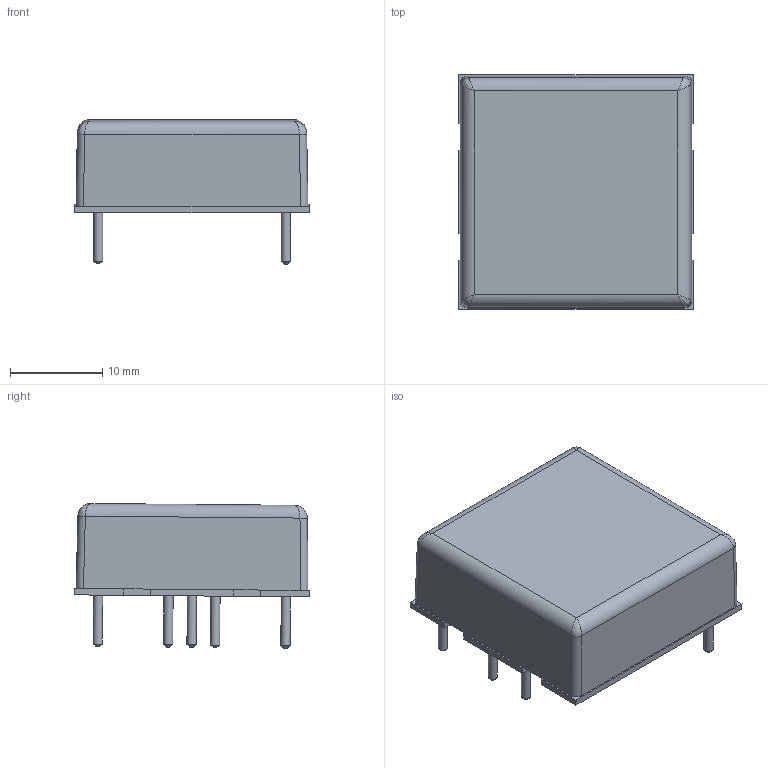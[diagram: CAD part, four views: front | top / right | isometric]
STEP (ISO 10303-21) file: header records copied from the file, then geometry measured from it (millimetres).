
FILE_DESCRIPTION((' '),'2;1');
FILE_NAME( 'THN15.stp', '2022-09-04T12:21:44', (' '), ('--- Datakit www.datakit.com---'), ' Datakit CrossCadWare V2022.3 Jun 15 2022', 'DATAKIT 2022 (c)', ' ');
FILE_SCHEMA(('AP242_MANAGED_MODEL_BASED_3D_ENGINEERING_MIM_LF { 1 0 10303 442 1 1 4 }'));
Length unit declared in the file: millimetre
Products named in the file (1): THN15
Bounding box: 25.4 x 25.41 x 15.69 mm (x, y, z)
Volume: 6146 mm3; surface area: 2298.1 mm2
Topology: 1 solids, 1 shells, 64 faces, 149 edges, 89 vertices
Faces by surface type: plane 40, cylinder 14, cone 6, bspline 4
Full cylindrical faces by diameter (mm): 1 x6
Entity records: 2135 total; most frequent: CARTESIAN_POINT 685, DIRECTION 270, ORIENTED_EDGE 260, EDGE_CURVE 130, VECTOR 96, LINE 96, AXIS2_PLACEMENT_3D 87, VERTEX_POINT 86
